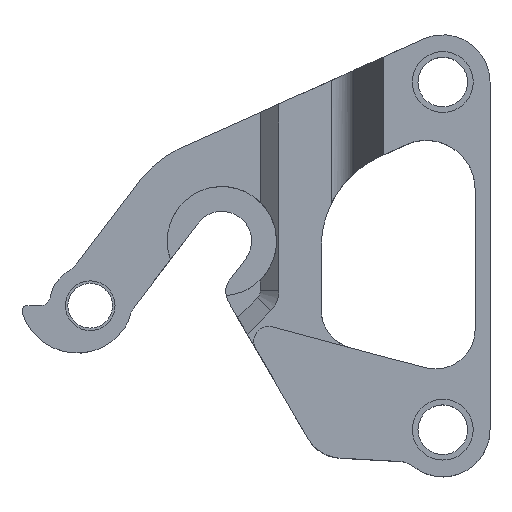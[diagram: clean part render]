
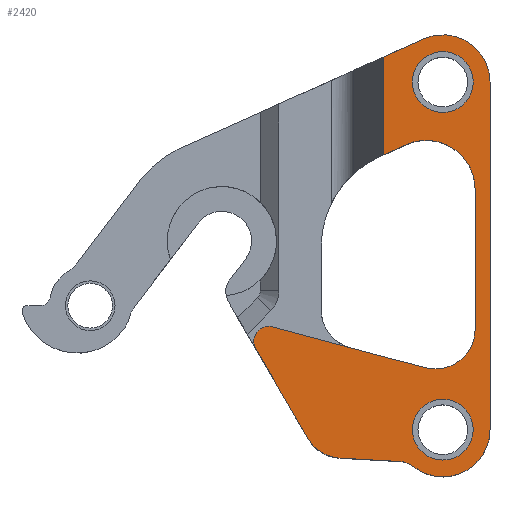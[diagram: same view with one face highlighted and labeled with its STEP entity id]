
A CAD part, top view. The second image highlights one B-rep face of the part: STEP entity #2420.
In plain terms, the highlighted planar face has unit normal (0, 0, 1).
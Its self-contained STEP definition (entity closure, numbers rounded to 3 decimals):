
#338=CARTESIAN_POINT('',(9.437,-20.201,29.));
#339=DIRECTION('',(0.,0.,1.));
#340=DIRECTION('',(0.259,0.966,0.));
#341=AXIS2_PLACEMENT_3D('',#338,#339,#340);
#346=CARTESIAN_POINT('',(43.,-17.806,29.));
#347=DIRECTION('',(0.,0.,1.));
#348=DIRECTION('',(-0.259,-0.966,0.));
#349=AXIS2_PLACEMENT_3D('',#346,#347,#348);
#354=DIRECTION('',(0.,1.,0.));
#355=VECTOR('',#354,28.237);
#356=CARTESIAN_POINT('',(51.,-17.806,29.));
#357=LINE('',#356,#355);
#361=CARTESIAN_POINT('',(41.177,10.432,29.));
#362=DIRECTION('',(0.,0.,1.));
#363=DIRECTION('',(1.,0.,0.));
#364=AXIS2_PLACEMENT_3D('',#361,#362,#363);
#369=DIRECTION('',(-0.913,-0.409,0.));
#370=VECTOR('',#369,5.106);
#371=CARTESIAN_POINT('',(37.16,19.395,29.));
#372=LINE('',#371,#370);
#376=DIRECTION('',(0.,-1.,0.));
#377=VECTOR('',#376,19.725);
#378=CARTESIAN_POINT('',(32.5,37.032,29.));
#379=LINE('',#378,#377);
#383=DIRECTION('',(-0.913,-0.409,0.));
#384=VECTOR('',#383,8.892);
#385=CARTESIAN_POINT('',(40.614,40.669,29.));
#386=LINE('',#385,#384);
#390=CARTESIAN_POINT('',(44.5,32.,29.));
#391=DIRECTION('',(0.,0.,1.));
#392=DIRECTION('',(1.,0.,0.));
#393=AXIS2_PLACEMENT_3D('',#390,#391,#392);
#398=DIRECTION('',(0.,1.,0.));
#399=VECTOR('',#398,70.);
#400=CARTESIAN_POINT('',(54.,-38.,29.));
#401=LINE('',#400,#399);
#405=CARTESIAN_POINT('',(44.5,-38.,29.));
#406=DIRECTION('',(0.,0.,1.));
#407=DIRECTION('',(-0.618,-0.786,0.));
#408=AXIS2_PLACEMENT_3D('',#405,#406,#407);
#413=DIRECTION('',(0.998,-0.055,0.));
#414=VECTOR('',#413,12.019);
#415=CARTESIAN_POINT('',(23.809,-43.738,29.));
#416=LINE('',#415,#414);
#420=CARTESIAN_POINT('',(24.251,-35.751,29.));
#421=DIRECTION('',(0.,0.,1.));
#422=DIRECTION('',(-0.865,-0.502,0.));
#423=AXIS2_PLACEMENT_3D('',#420,#421,#422);
#428=DIRECTION('',(0.502,-0.865,0.));
#429=VECTOR('',#428,20.886);
#430=CARTESIAN_POINT('',(6.843,-21.707,29.));
#431=LINE('',#430,#429);
#435=CARTESIAN_POINT('',(44.5,32.,29.));
#436=DIRECTION('',(0.,0.,1.));
#437=DIRECTION('',(1.,0.,0.));
#438=AXIS2_PLACEMENT_3D('',#435,#436,#437);
#443=CARTESIAN_POINT('',(44.5,32.,29.));
#444=DIRECTION('',(0.,0.,1.));
#445=DIRECTION('',(-1.,0.,0.));
#446=AXIS2_PLACEMENT_3D('',#443,#444,#445);
#451=CARTESIAN_POINT('',(44.5,-38.,29.));
#452=DIRECTION('',(0.,0.,1.));
#453=DIRECTION('',(1.,0.,0.));
#454=AXIS2_PLACEMENT_3D('',#451,#452,#453);
#459=CARTESIAN_POINT('',(44.5,-38.,29.));
#460=DIRECTION('',(0.,0.,1.));
#461=DIRECTION('',(-1.,0.,0.));
#462=AXIS2_PLACEMENT_3D('',#459,#460,#461);
#517=DIRECTION('',(-0.966,0.259,0.));
#518=VECTOR('',#517,31.799);
#519=CARTESIAN_POINT('',(40.929,-25.533,29.));
#520=LINE('',#519,#518);
#1254=CARTESIAN_POINT('',(35.533,-49.395,29.));
#1255=DIRECTION('',(0.,0.,-1.));
#1256=DIRECTION('',(0.055,0.998,0.));
#1257=AXIS2_PLACEMENT_3D('',#1254,#1255,#1256);
#1793=CARTESIAN_POINT('',(54.,32.,29.));
#1794=CARTESIAN_POINT('',(40.614,40.669,29.));
#1795=VERTEX_POINT('',#1793);
#1796=VERTEX_POINT('',#1794);
#1797=CARTESIAN_POINT('',(54.,-38.,29.));
#1798=VERTEX_POINT('',#1797);
#1803=CARTESIAN_POINT('',(40.929,-25.533,29.));
#1804=CARTESIAN_POINT('',(51.,-17.806,29.));
#1805=VERTEX_POINT('',#1803);
#1806=VERTEX_POINT('',#1804);
#1807=CARTESIAN_POINT('',(51.,10.432,29.));
#1808=VERTEX_POINT('',#1807);
#1809=CARTESIAN_POINT('',(37.16,19.395,29.));
#1810=VERTEX_POINT('',#1809);
#1815=CARTESIAN_POINT('',(17.333,-39.768,29.));
#1816=CARTESIAN_POINT('',(23.809,-43.738,29.));
#1817=VERTEX_POINT('',#1815);
#1818=VERTEX_POINT('',#1816);
#1881=CARTESIAN_POINT('',(32.5,37.032,29.));
#1882=CARTESIAN_POINT('',(32.5,17.307,29.));
#1883=VERTEX_POINT('',#1881);
#1884=VERTEX_POINT('',#1882);
#1892=CARTESIAN_POINT('',(10.214,-17.303,29.));
#1894=VERTEX_POINT('',#1892);
#1896=CARTESIAN_POINT('',(6.843,-21.707,29.));
#1897=VERTEX_POINT('',#1896);
#1931=CARTESIAN_POINT('',(38.625,-45.466,29.));
#1932=VERTEX_POINT('',#1931);
#1933=CARTESIAN_POINT('',(35.809,-44.402,29.));
#1934=VERTEX_POINT('',#1933);
#2043=CARTESIAN_POINT('',(50.625,32.,29.));
#2044=CARTESIAN_POINT('',(38.375,32.,29.));
#2045=VERTEX_POINT('',#2043);
#2046=VERTEX_POINT('',#2044);
#2047=CARTESIAN_POINT('',(50.625,-38.,29.));
#2048=CARTESIAN_POINT('',(38.375,-38.,29.));
#2049=VERTEX_POINT('',#2047);
#2050=VERTEX_POINT('',#2048);
#2373=CARTESIAN_POINT('',(0.,0.,29.));
#2374=DIRECTION('',(0.,0.,1.));
#2375=DIRECTION('',(1.,0.,0.));
#2376=AXIS2_PLACEMENT_3D('',#2373,#2374,#2375);
#2377=PLANE('',#2376);
#2379=ORIENTED_EDGE('',*,*,#2378,.F.);
#2381=ORIENTED_EDGE('',*,*,#2380,.F.);
#2383=ORIENTED_EDGE('',*,*,#2382,.T.);
#2385=ORIENTED_EDGE('',*,*,#2384,.T.);
#2387=ORIENTED_EDGE('',*,*,#2386,.T.);
#2389=ORIENTED_EDGE('',*,*,#2388,.T.);
#2391=ORIENTED_EDGE('',*,*,#2390,.F.);
#2393=ORIENTED_EDGE('',*,*,#2392,.F.);
#2395=ORIENTED_EDGE('',*,*,#2394,.F.);
#2397=ORIENTED_EDGE('',*,*,#2396,.F.);
#2399=ORIENTED_EDGE('',*,*,#2398,.F.);
#2401=ORIENTED_EDGE('',*,*,#2400,.F.);
#2403=ORIENTED_EDGE('',*,*,#2402,.F.);
#2404=ORIENTED_EDGE('',*,*,#2214,.F.);
#2406=ORIENTED_EDGE('',*,*,#2405,.F.);
#2407=EDGE_LOOP('',(#2379,#2381,#2383,#2385,#2387,#2389,#2391,#2393,#2395,#2397,
#2399,#2401,#2403,#2404,#2406));
#2408=FACE_OUTER_BOUND('',#2407,.F.);
#2409=ORIENTED_EDGE('',*,*,#2363,.T.);
#2411=ORIENTED_EDGE('',*,*,#2410,.T.);
#2412=EDGE_LOOP('',(#2409,#2411));
#2413=FACE_BOUND('',#2412,.F.);
#2415=ORIENTED_EDGE('',*,*,#2414,.T.);
#2417=ORIENTED_EDGE('',*,*,#2416,.T.);
#2418=EDGE_LOOP('',(#2415,#2417));
#2419=FACE_BOUND('',#2418,.F.);
#342=CIRCLE('',#341,3.);
#350=CIRCLE('',#349,8.);
#365=CIRCLE('',#364,9.823);
#394=CIRCLE('',#393,9.5);
#409=CIRCLE('',#408,9.5);
#424=CIRCLE('',#423,8.);
#439=CIRCLE('',#438,6.125);
#447=CIRCLE('',#446,6.125);
#455=CIRCLE('',#454,6.125);
#463=CIRCLE('',#462,6.125);
#1258=CIRCLE('',#1257,5.);
#2214=EDGE_CURVE('',#1817,#1818,#424,.T.);
#2363=EDGE_CURVE('',#2045,#2046,#439,.T.);
#2378=EDGE_CURVE('',#1894,#1897,#342,.T.);
#2380=EDGE_CURVE('',#1805,#1894,#520,.T.);
#2382=EDGE_CURVE('',#1805,#1806,#350,.T.);
#2384=EDGE_CURVE('',#1806,#1808,#357,.T.);
#2386=EDGE_CURVE('',#1808,#1810,#365,.T.);
#2388=EDGE_CURVE('',#1810,#1884,#372,.T.);
#2390=EDGE_CURVE('',#1883,#1884,#379,.T.);
#2392=EDGE_CURVE('',#1796,#1883,#386,.T.);
#2394=EDGE_CURVE('',#1795,#1796,#394,.T.);
#2396=EDGE_CURVE('',#1798,#1795,#401,.T.);
#2398=EDGE_CURVE('',#1932,#1798,#409,.T.);
#2400=EDGE_CURVE('',#1934,#1932,#1258,.T.);
#2402=EDGE_CURVE('',#1818,#1934,#416,.T.);
#2405=EDGE_CURVE('',#1897,#1817,#431,.T.);
#2410=EDGE_CURVE('',#2046,#2045,#447,.T.);
#2414=EDGE_CURVE('',#2049,#2050,#455,.T.);
#2416=EDGE_CURVE('',#2050,#2049,#463,.T.);
#2420=ADVANCED_FACE('',(#2408,#2413,#2419),#2377,.T.);
